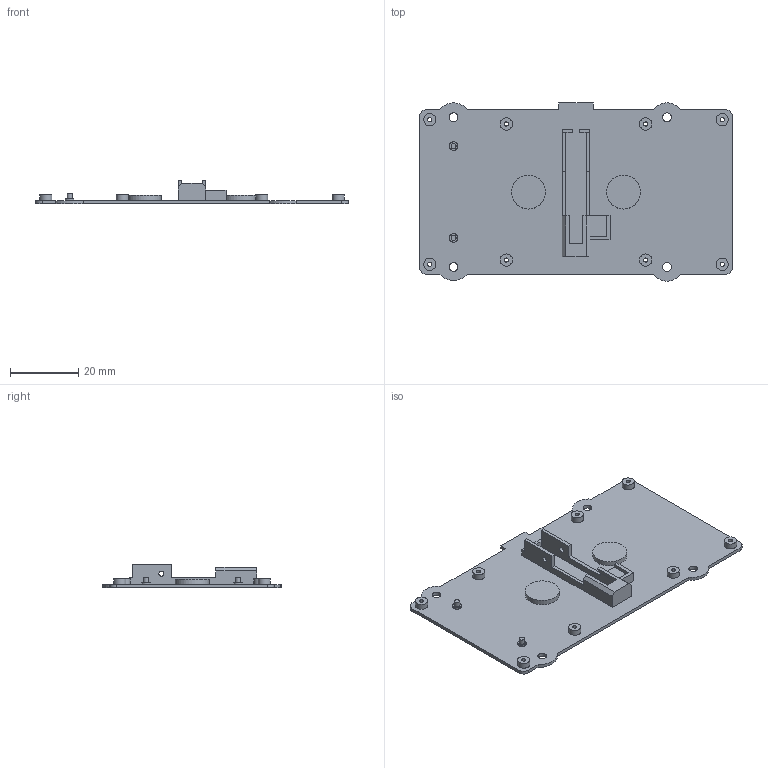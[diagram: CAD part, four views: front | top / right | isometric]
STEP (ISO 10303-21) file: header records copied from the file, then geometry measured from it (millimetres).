
FILE_DESCRIPTION(/* description */ (''),/* implementation_level */ '2;1');
FILE_NAME(/* name */ 'Baseplate Cover v56.step',/* time_stamp */ '2022-01-10T13:30:16+01:00',/* author */ (''),/* organization */ (''),/* preprocessor_version */ 'ST-DEVELOPER v18.1',/* originating_system */ 'Autodesk Translation Framework v10.10.0.1391',/* authorisation */ '');
FILE_SCHEMA (('AUTOMOTIVE_DESIGN { 1 0 10303 214 3 1 1 }'));
Length unit declared in the file: millimetre
Products named in the file (1): Baseplate Cover
Bounding box: 92 x 52.4 x 7 mm (x, y, z)
Volume: 5296.6 mm3; surface area: 10490.8 mm2
Topology: 1 solids, 1 shells, 121 faces, 280 edges, 185 vertices
Faces by surface type: plane 76, cylinder 45
Full cylindrical faces by diameter (mm): 1.2 x8, 1.5 x4, 2.5 x2, 2.6 x4, 3 x8, 3.6 x8, 4.5 x1, 10 x2
Entity records: 3522 total; most frequent: DIRECTION 614, CARTESIAN_POINT 587, ORIENTED_EDGE 560, EDGE_CURVE 280, AXIS2_PLACEMENT_3D 212, LINE 190, VECTOR 190, VERTEX_POINT 185
